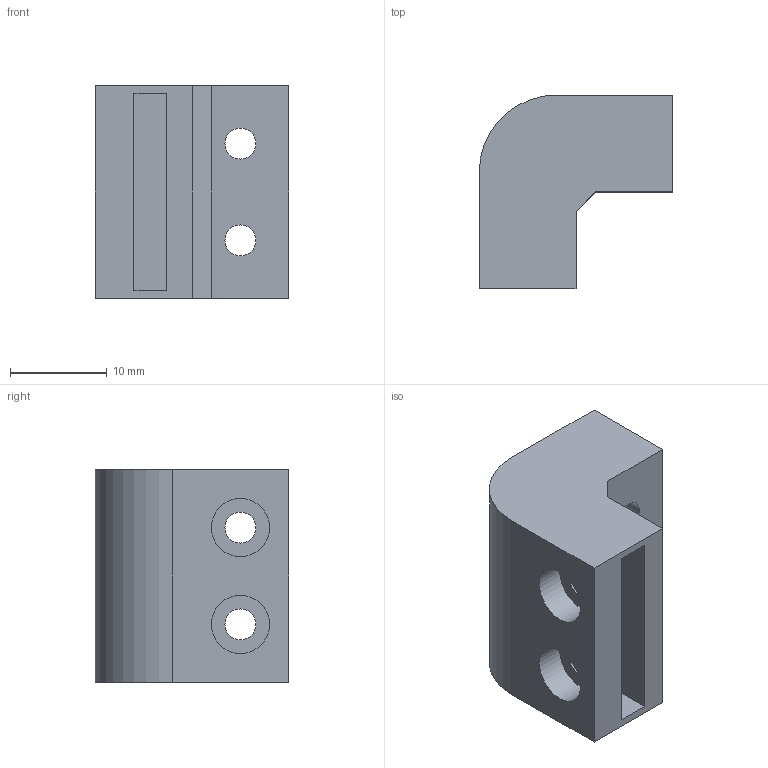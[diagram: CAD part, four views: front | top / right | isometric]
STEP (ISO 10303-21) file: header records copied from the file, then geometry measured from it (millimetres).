
FILE_DESCRIPTION(('FreeCAD Model'),'2;1');
FILE_NAME('Coin_Type1.step','2015-11-25T22:40:07',('Author'),(''), 'Open CASCADE STEP processor 6.8','FreeCAD','Unknown');
FILE_SCHEMA(('AUTOMOTIVE_DESIGN_CC2 { 1 2 10303 214 -1 1 5 4 }'));
Length unit declared in the file: millimetre
Products named in the file (2): ASSEMBLY; Pocket005
Assembly tree (1 placements, depth 2):
  ASSEMBLY
    Pocket005
Bounding box: 20 x 20 x 22 mm (x, y, z)
Volume: 4499.5 mm3; surface area: 3429.5 mm2
Topology: 1 solids, 1 shells, 36 faces, 84 edges, 56 vertices
Faces by surface type: plane 23, cylinder 13
Full cylindrical faces by diameter (mm): 3.2 x8, 6 x4
Entity records: 2245 total; most frequent: CARTESIAN_POINT 442, DIRECTION 338, LINE 200, VECTOR 200, ORIENTED_EDGE 168, PCURVE 168, DEFINITIONAL_REPRESENTATION 168, EDGE_CURVE 84
